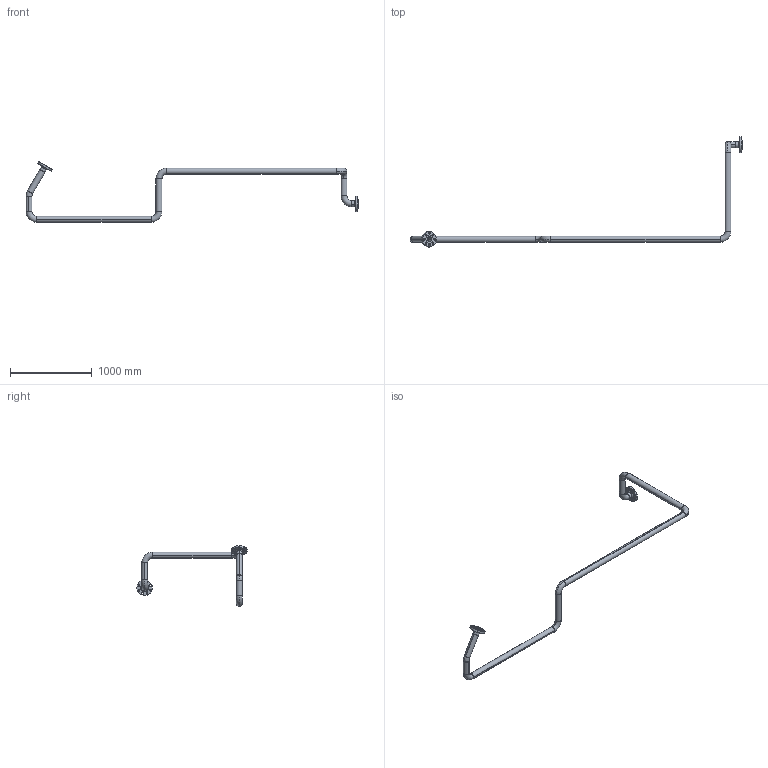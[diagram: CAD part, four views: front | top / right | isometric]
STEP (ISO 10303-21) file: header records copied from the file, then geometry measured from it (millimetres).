
FILE_DESCRIPTION (( 'STEP AP203' ), '1' );
FILE_NAME ('V-001155.STEP', '2025-01-16T21:30:58', ( '' ), ( '' ), 'SwSTEP 2.0', 'SolidWorks 2024', '' );
FILE_SCHEMA (( 'CONFIG_CONTROL_DESIGN' ));
Length unit declared in the file: millimetre
Products named in the file (11): V-001364; V-001155; V-001553; V-001160; V-001162; V-001157; V-001158; V-001159; V-001365; V-001554; V-001161
Assembly tree (16 placements, depth 2):
  V-001155
    V-001162  x2
    V-001157
    V-001158  x6
    V-001159
    V-001160
    V-001161
    V-001364
    V-001365
    V-001553
    V-001554
Bounding box: 4062.81 x 1347.69 x 742.46 mm (x, y, z)
Volume: 8377492.4 mm3; surface area: 2992497.2 mm2
Topology: 16 solids, 16 shells, 144 faces, 320 edges, 212 vertices
Faces by surface type: cylinder 76, plane 36, torus 28, cone 4
Entity records: 3823 total; most frequent: DIRECTION 520, CARTESIAN_POINT 409, ORIENTED_EDGE 368, AXIS2_PLACEMENT_3D 233, EDGE_CURVE 184, CIRCLE 130, EDGE_LOOP 122, VERTEX_POINT 122
